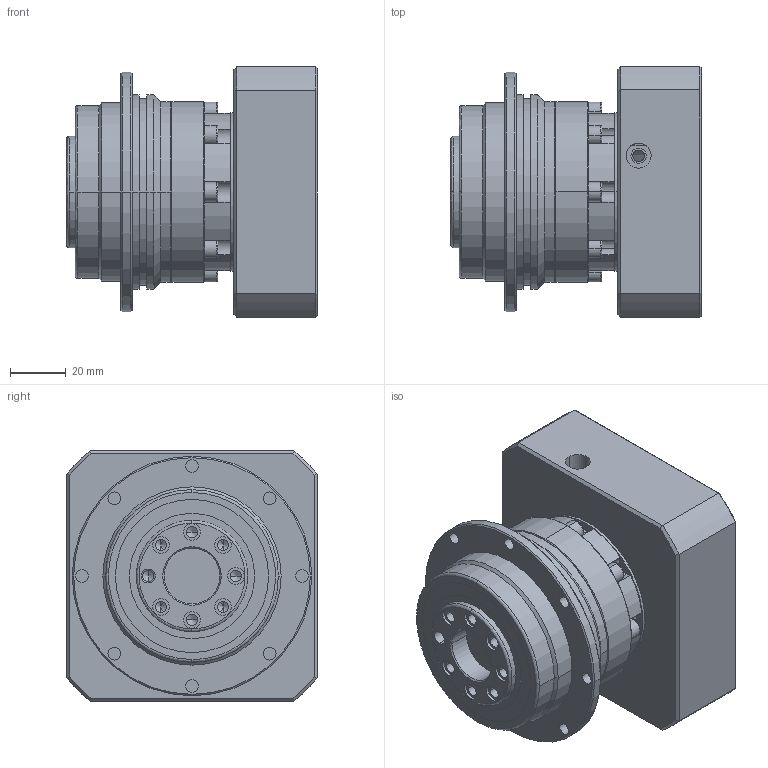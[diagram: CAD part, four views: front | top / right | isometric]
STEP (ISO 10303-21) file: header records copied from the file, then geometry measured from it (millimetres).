
FILE_DESCRIPTION (( 'STEP AP214' ), '1' );
FILE_NAME ('SD064-L1-19-80-100M6.STEP', '2022-02-19T07:49:55', ( 'admin' ), ( '' ), 'SwSTEP 2.0', 'SolidWorks 2013', '' );
FILE_SCHEMA (( 'AUTOMOTIVE_DESIGN' ));
Length unit declared in the file: millimetre
Products named in the file (4): SD064-L1-19-80-100M6; PB060-80-100M6; PB060_X2_58F34F537AEF_X0_-19; SD064
Assembly tree (3 placements, depth 2):
  SD064-L1-19-80-100M6
    SD064
    PB060_X2_58F34F537AEF_X0_-19
    PB060-80-100M6
Bounding box: 90 x 90 x 90 mm (x, y, z)
Volume: 353723.5 mm3; surface area: 74296.5 mm2
Topology: 3 solids, 4 shells, 549 faces, 1333 edges, 796 vertices
Faces by surface type: cylinder 223, plane 175, cone 128, bspline 23
Entity records: 22700 total; most frequent: CARTESIAN_POINT 3774, DIRECTION 2794, ORIENTED_EDGE 2530, EDGE_CURVE 1265, AXIS2_PLACEMENT_3D 1086, VERTEX_POINT 796, EDGE_LOOP 663, VECTOR 622
